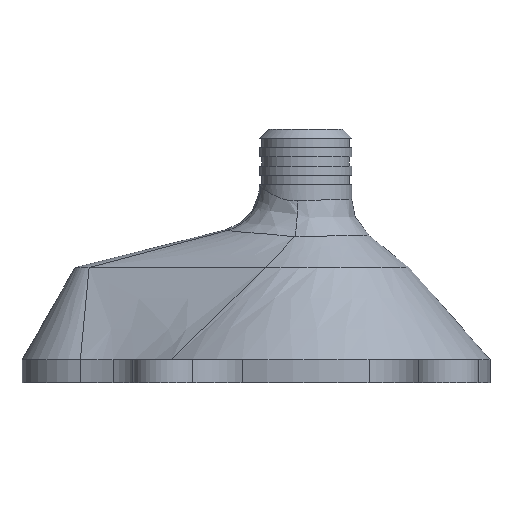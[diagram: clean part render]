
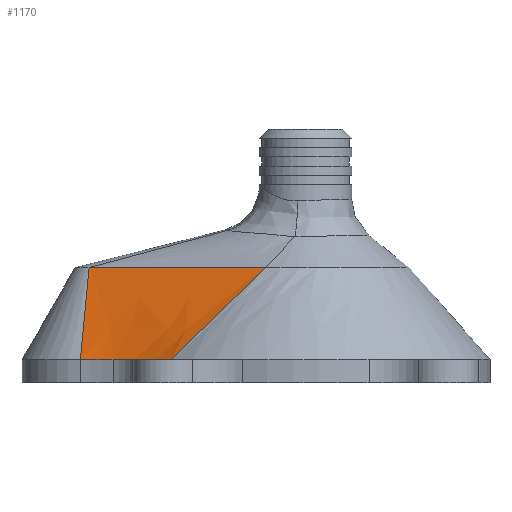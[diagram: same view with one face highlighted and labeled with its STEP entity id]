
A CAD part, left-side view. The second image highlights one B-rep face of the part: STEP entity #1170.
In plain terms, the highlighted free-form (B-spline) face has degree [3, 3] with [6, 4] control points.
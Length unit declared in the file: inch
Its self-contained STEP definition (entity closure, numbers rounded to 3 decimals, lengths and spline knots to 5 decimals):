
#78=B_SPLINE_SURFACE_WITH_KNOTS('',3,3,((#4864,#4865,#4866,#4867),(#4868,
#4869,#4870,#4871),(#4872,#4873,#4874,#4875),(#4876,#4877,#4878,#4879),
(#4880,#4881,#4882,#4883),(#4884,#4885,#4886,#4887)),.UNSPECIFIED.,.F.,
 .F.,.F.,(4,1,1,4),(4,4),(0.,0.28571,0.57143,1.),(0.,
1.),.UNSPECIFIED.);
#114=LINE('',#4562,#154);
#115=LINE('',#4684,#155);
#118=LINE('',#4863,#158);
#154=VECTOR('',#1620,0.3937);
#155=VECTOR('',#1631,1.15594);
#158=VECTOR('',#1634,1.46496);
#309=FACE_OUTER_BOUND('',#412,.T.);
#412=EDGE_LOOP('',(#1090,#1091,#1092,#1093,#1094));
#429=CIRCLE('',#1222,2.);
#443=CIRCLE('',#1244,2.);
#515=VERTEX_POINT('',#1683);
#516=VERTEX_POINT('',#1687);
#534=VERTEX_POINT('',#1737);
#590=VERTEX_POINT('',#3247);
#605=VERTEX_POINT('',#4560);
#624=EDGE_CURVE('',#515,#516,#429,.T.);
#648=EDGE_CURVE('',#534,#515,#443,.T.);
#761=EDGE_CURVE('',#590,#605,#114,.T.);
#765=EDGE_CURVE('',#516,#605,#115,.T.);
#768=EDGE_CURVE('',#534,#590,#118,.T.);
#1090=ORIENTED_EDGE('',*,*,#648,.F.);
#1091=ORIENTED_EDGE('',*,*,#768,.T.);
#1092=ORIENTED_EDGE('',*,*,#761,.T.);
#1093=ORIENTED_EDGE('',*,*,#765,.F.);
#1094=ORIENTED_EDGE('',*,*,#624,.F.);
#1170=ADVANCED_FACE('',(#309),#78,.F.);
#1222=AXIS2_PLACEMENT_3D('',#1688,#1391,#1392);
#1244=AXIS2_PLACEMENT_3D('',#1738,#1445,#1446);
#1391=DIRECTION('center_axis',(0.,0.,1.));
#1392=DIRECTION('ref_axis',(0.687,-0.727,0.));
#1445=DIRECTION('center_axis',(0.,0.,1.));
#1446=DIRECTION('ref_axis',(0.687,-0.727,0.));
#1620=DIRECTION('',(0.389,0.921,0.));
#1631=DIRECTION('',(0.495,-0.082,0.865));
#1634=DIRECTION('',(0.23,-0.694,0.683));
#1683=CARTESIAN_POINT('',(-0.92307,2.08769,0.));
#1687=CARTESIAN_POINT('',(-0.80237,2.44189,0.));
#1688=CARTESIAN_POINT('Origin',(-2.74752,2.90708,0.));
#1737=CARTESIAN_POINT('',(-1.37376,1.45354,0.));
#1738=CARTESIAN_POINT('Origin',(-2.74752,2.90708,0.));
#3247=CARTESIAN_POINT('',(-1.03645,0.4375,1.));
#4560=CARTESIAN_POINT('',(-0.23032,2.34722,1.));
#4562=CARTESIAN_POINT('',(-1.03645,0.4375,1.));
#4684=CARTESIAN_POINT('',(-0.80237,2.44189,0.));
#4863=CARTESIAN_POINT('',(-1.37376,1.45354,0.));
#4864=CARTESIAN_POINT('Ctrl Pts',(-1.37376,1.45354,0.));
#4865=CARTESIAN_POINT('Ctrl Pts',(-1.26132,1.11486,0.33333));
#4866=CARTESIAN_POINT('Ctrl Pts',(-1.14888,0.77618,0.66667));
#4867=CARTESIAN_POINT('Ctrl Pts',(-1.03645,0.4375,1.));
#4868=CARTESIAN_POINT('Ctrl Pts',(-1.29363,1.52928,0.));
#4869=CARTESIAN_POINT('Ctrl Pts',(-1.18231,1.22598,0.33333));
#4870=CARTESIAN_POINT('Ctrl Pts',(-1.07099,0.92268,0.66667));
#4871=CARTESIAN_POINT('Ctrl Pts',(-0.95967,0.61938,
1.));
#4872=CARTESIAN_POINT('Ctrl Pts',(-1.14593,1.69403,0.));
#4873=CARTESIAN_POINT('Ctrl Pts',(-1.02217,1.48192,0.33333));
#4874=CARTESIAN_POINT('Ctrl Pts',(-0.89841,1.26981,0.66667));
#4875=CARTESIAN_POINT('Ctrl Pts',(-0.77465,1.0577,1.));
#4876=CARTESIAN_POINT('Ctrl Pts',(-0.93837,2.02096,0.));
#4877=CARTESIAN_POINT('Ctrl Pts',(-0.77061,1.96798,0.33333));
#4878=CARTESIAN_POINT('Ctrl Pts',(-0.60288,1.91502,0.66667));
#4879=CARTESIAN_POINT('Ctrl Pts',(-0.43512,1.86205,1.));
#4880=CARTESIAN_POINT('Ctrl Pts',(-0.84084,2.28104,0.));
#4881=CARTESIAN_POINT('Ctrl Pts',(-0.64819,2.27741,0.33333));
#4882=CARTESIAN_POINT('Ctrl Pts',(-0.45551,2.27377,0.66667));
#4883=CARTESIAN_POINT('Ctrl Pts',(-0.26286,2.27014,1.));
#4884=CARTESIAN_POINT('Ctrl Pts',(-0.80237,2.44189,0.));
#4885=CARTESIAN_POINT('Ctrl Pts',(-0.61169,2.41034,0.33333));
#4886=CARTESIAN_POINT('Ctrl Pts',(-0.42101,2.37878,0.66667));
#4887=CARTESIAN_POINT('Ctrl Pts',(-0.23032,2.34722,1.));
